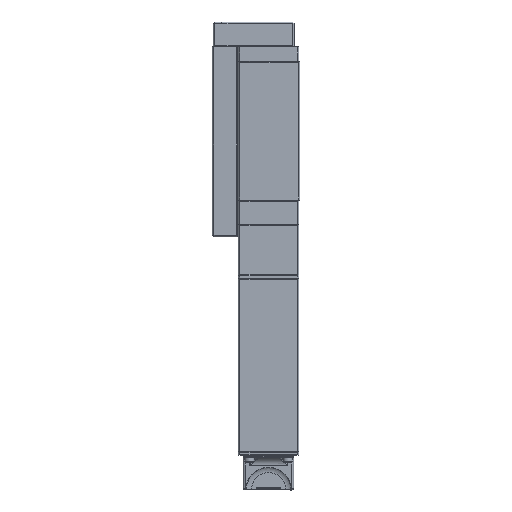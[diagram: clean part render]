
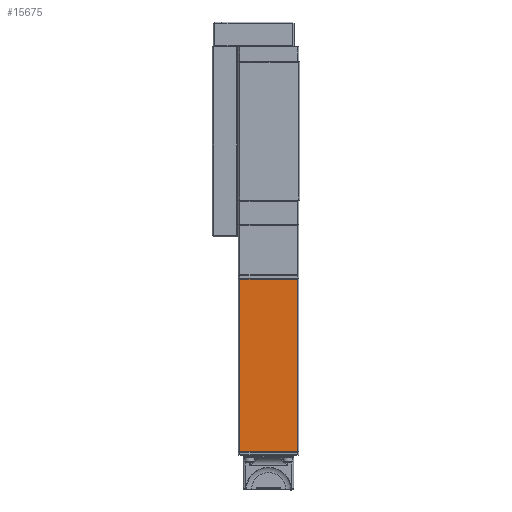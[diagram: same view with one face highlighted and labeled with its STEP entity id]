
A CAD part, left-side view. The second image highlights one B-rep face of the part: STEP entity #15675.
In plain terms, the highlighted face is planar.
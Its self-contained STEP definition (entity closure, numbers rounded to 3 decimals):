
#285 = VERTEX_POINT ( 'NONE', #21234 ) ;
#1096 = CARTESIAN_POINT ( 'NONE',  ( 49.7, -16.5, 17.5 ) ) ;
#1267 = DIRECTION ( 'NONE',  ( -1., 0., 0. ) ) ;
#3802 = DIRECTION ( 'NONE',  ( 1., 0., 0. ) ) ;
#4852 = CARTESIAN_POINT ( 'NONE',  ( 49.7, 16.5, 17.5 ) ) ;
#5584 = LINE ( 'NONE', #31312, #21835 ) ;
#7548 = CARTESIAN_POINT ( 'NONE',  ( -49.7, 17.5, 17.5 ) ) ;
#8086 = VECTOR ( 'NONE', #26013, 1000. ) ;
#9011 = VERTEX_POINT ( 'NONE', #46333 ) ;
#12597 = LINE ( 'NONE', #4852, #8086 ) ;
#15675 = ADVANCED_FACE ( 'NONE', ( #26643 ), #34627, .F. ) ;
#21234 = CARTESIAN_POINT ( 'NONE',  ( 49.7, 16.5, 17.5 ) ) ;
#21835 = VECTOR ( 'NONE', #1267, 1000. ) ;
#22934 = ORIENTED_EDGE ( 'NONE', *, *, #53432, .T. ) ;
#23098 = VERTEX_POINT ( 'NONE', #1096 ) ;
#25471 = ORIENTED_EDGE ( 'NONE', *, *, #33103, .T. ) ;
#25894 = EDGE_LOOP ( 'NONE', ( #22934, #34213, #30466, #25471 ) ) ;
#26013 = DIRECTION ( 'NONE',  ( 0., 1., 0. ) ) ;
#26394 = CARTESIAN_POINT ( 'NONE',  ( 50., -16.5, 17.5 ) ) ;
#26643 = FACE_OUTER_BOUND ( 'NONE', #25894, .T. ) ;
#30466 = ORIENTED_EDGE ( 'NONE', *, *, #36465, .T. ) ;
#31312 = CARTESIAN_POINT ( 'NONE',  ( 50., 16.5, 17.5 ) ) ;
#31887 = CARTESIAN_POINT ( 'NONE',  ( -49.7, 16.5, 17.5 ) ) ;
#33103 = EDGE_CURVE ( 'NONE', #23098, #285, #12597, .T. ) ;
#34213 = ORIENTED_EDGE ( 'NONE', *, *, #46255, .T. ) ;
#34627 = PLANE ( 'NONE',  #45290 ) ;
#36465 = EDGE_CURVE ( 'NONE', #9011, #23098, #52692, .T. ) ;
#39714 = VECTOR ( 'NONE', #3802, 1000. ) ;
#42957 = DIRECTION ( 'NONE',  ( 0., 1., 0. ) ) ;
#45033 = VERTEX_POINT ( 'NONE', #31887 ) ;
#45290 = AXIS2_PLACEMENT_3D ( 'NONE', #56100, #51526, #42957 ) ;
#46255 = EDGE_CURVE ( 'NONE', #45033, #9011, #51028, .T. ) ;
#46333 = CARTESIAN_POINT ( 'NONE',  ( -49.7, -16.5, 17.5 ) ) ;
#47002 = DIRECTION ( 'NONE',  ( 0., -1., 0. ) ) ;
#51028 = LINE ( 'NONE', #7548, #53029 ) ;
#51526 = DIRECTION ( 'NONE',  ( 0., 0., -1. ) ) ;
#52692 = LINE ( 'NONE', #26394, #39714 ) ;
#53029 = VECTOR ( 'NONE', #47002, 1000. ) ;
#53432 = EDGE_CURVE ( 'NONE', #285, #45033, #5584, .T. ) ;
#56100 = CARTESIAN_POINT ( 'NONE',  ( 50., 17.5, 17.5 ) ) ;
